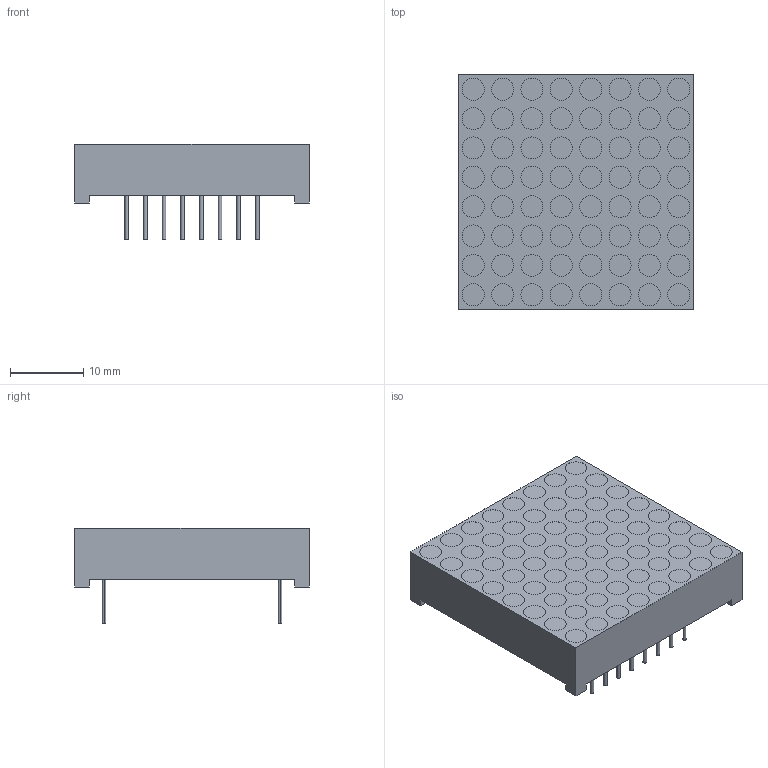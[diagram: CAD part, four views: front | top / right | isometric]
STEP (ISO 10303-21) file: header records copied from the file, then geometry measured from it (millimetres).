
FILE_DESCRIPTION (( 'STEP AP214' ), '1' );
FILE_NAME ('LED-SEG-TH_SZ421288N-64.STEP', '2023-08-09T07:05:48', ( 'PC' ), ( 'Microsoft' ), 'SwSTEP 2.0', 'SolidWorks 2020', '' );
FILE_SCHEMA (( 'AUTOMOTIVE_DESIGN' ));
Length unit declared in the file: millimetre
Products named in the file (1): LED-SEG-TH_SZ421288N-64
Bounding box: 32 x 32.01 x 13 mm (x, y, z)
Volume: 6732.9 mm3; surface area: 3210 mm2
Topology: 1 solids, 1 shells, 490 faces, 1167 edges, 778 vertices
Faces by surface type: plane 232, cylinder 160, bspline 98
Entity records: 20207 total; most frequent: CARTESIAN_POINT 3742, ORIENTED_EDGE 2334, DIRECTION 2073, EDGE_CURVE 1167, VERTEX_POINT 778, AXIS2_PLACEMENT_3D 713, LINE 647, VECTOR 647
